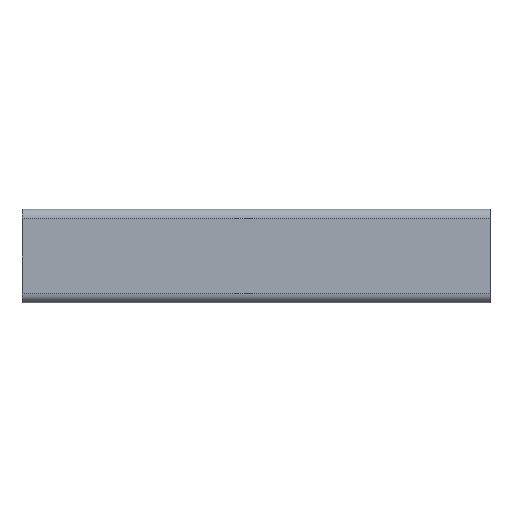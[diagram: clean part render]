
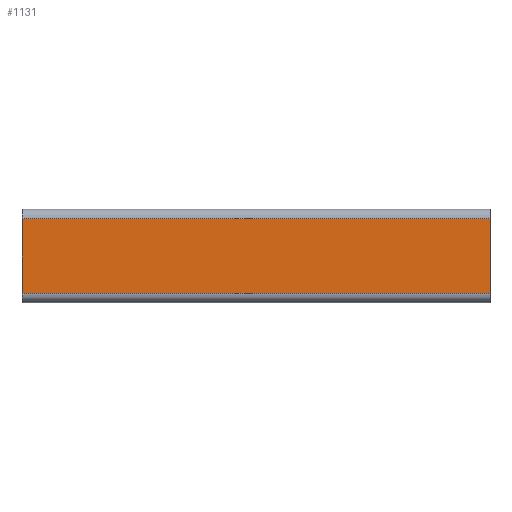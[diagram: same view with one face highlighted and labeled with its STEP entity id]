
A CAD part, left-side view. The second image highlights one B-rep face of the part: STEP entity #1131.
In plain terms, the highlighted planar face has unit normal (-1, 0, 0).
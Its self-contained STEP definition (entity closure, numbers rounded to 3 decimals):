
#81 = VERTEX_POINT ( 'NONE', #2981 ) ;
#120 = EDGE_CURVE ( 'NONE', #3556, #593, #1939, .T. ) ;
#233 = PLANE ( 'NONE',  #3988 ) ;
#310 = EDGE_LOOP ( 'NONE', ( #1127, #3226, #1146, #2180 ) ) ;
#320 = VECTOR ( 'NONE', #837, 1000. ) ;
#593 = VERTEX_POINT ( 'NONE', #2052 ) ;
#837 = DIRECTION ( 'NONE',  ( 0., 0., -1. ) ) ;
#875 = EDGE_CURVE ( 'NONE', #593, #3868, #3884, .T. ) ;
#895 = CARTESIAN_POINT ( 'NONE',  ( -8., 0., -16. ) ) ;
#1031 = CARTESIAN_POINT ( 'NONE',  ( -8., 0., 16. ) ) ;
#1127 = ORIENTED_EDGE ( 'NONE', *, *, #120, .T. ) ;
#1131 = ADVANCED_FACE ( 'NONE', ( #2406 ), #233, .T. ) ;
#1146 = ORIENTED_EDGE ( 'NONE', *, *, #2370, .T. ) ;
#1193 = CARTESIAN_POINT ( 'NONE',  ( -8., 200., 16. ) ) ;
#1212 = CARTESIAN_POINT ( 'NONE',  ( -8., 0., -16. ) ) ;
#1668 = LINE ( 'NONE', #2678, #320 ) ;
#1939 = LINE ( 'NONE', #2090, #3942 ) ;
#2052 = CARTESIAN_POINT ( 'NONE',  ( -8., 0., 16. ) ) ;
#2090 = CARTESIAN_POINT ( 'NONE',  ( -8., 0., -16. ) ) ;
#2123 = DIRECTION ( 'NONE',  ( 0., 0., 1. ) ) ;
#2180 = ORIENTED_EDGE ( 'NONE', *, *, #3878, .T. ) ;
#2264 = VECTOR ( 'NONE', #2918, 1000. ) ;
#2370 = EDGE_CURVE ( 'NONE', #3868, #81, #1668, .T. ) ;
#2397 = DIRECTION ( 'NONE',  ( -1., 0., 0. ) ) ;
#2406 = FACE_OUTER_BOUND ( 'NONE', #310, .T. ) ;
#2488 = VECTOR ( 'NONE', #3318, 1000. ) ;
#2678 = CARTESIAN_POINT ( 'NONE',  ( -8., 200., -16. ) ) ;
#2918 = DIRECTION ( 'NONE',  ( 0., 1., 0. ) ) ;
#2981 = CARTESIAN_POINT ( 'NONE',  ( -8., 200., -16. ) ) ;
#3226 = ORIENTED_EDGE ( 'NONE', *, *, #875, .T. ) ;
#3274 = DIRECTION ( 'NONE',  ( 0., 0., 1. ) ) ;
#3282 = LINE ( 'NONE', #895, #2488 ) ;
#3318 = DIRECTION ( 'NONE',  ( 0., -1., 0. ) ) ;
#3556 = VERTEX_POINT ( 'NONE', #1212 ) ;
#3635 = CARTESIAN_POINT ( 'NONE',  ( -8., 0., -16. ) ) ;
#3868 = VERTEX_POINT ( 'NONE', #1193 ) ;
#3878 = EDGE_CURVE ( 'NONE', #81, #3556, #3282, .T. ) ;
#3884 = LINE ( 'NONE', #1031, #2264 ) ;
#3942 = VECTOR ( 'NONE', #3274, 1000. ) ;
#3988 = AXIS2_PLACEMENT_3D ( 'NONE', #3635, #2397, #2123 ) ;
